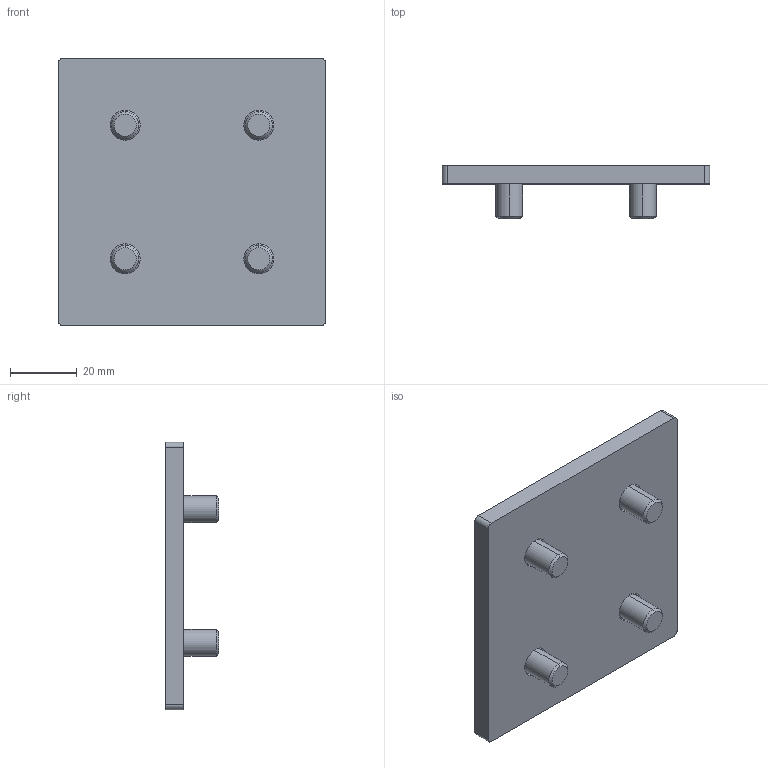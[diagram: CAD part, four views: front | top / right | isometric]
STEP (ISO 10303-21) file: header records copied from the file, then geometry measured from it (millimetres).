
FILE_DESCRIPTION (( 'STEP AP214' ), '1' );
FILE_NAME ('80x80 End Cap Kit-Black(40AEC-1401-003-01).STEP', '2022-01-27T15:49:47', ( '' ), ( '' ), 'SwSTEP 2.0', 'SolidWorks 2020', '' );
FILE_SCHEMA (( 'AUTOMOTIVE_DESIGN' ));
Length unit declared in the file: millimetre
Products named in the file (1): 80x80 End Cap Kit-Black(40AEC-1401-003-01)
Bounding box: 80 x 16 x 80 mm (x, y, z)
Volume: 37438.6 mm3; surface area: 17858.1 mm2
Topology: 5 solids, 5 shells, 122 faces, 272 edges, 156 vertices
Faces by surface type: plane 62, cone 32, cylinder 28
Entity records: 3438 total; most frequent: DIRECTION 606, CARTESIAN_POINT 543, ORIENTED_EDGE 528, EDGE_CURVE 264, AXIS2_PLACEMENT_3D 219, VECTOR 168, LINE 168, VERTEX_POINT 156
